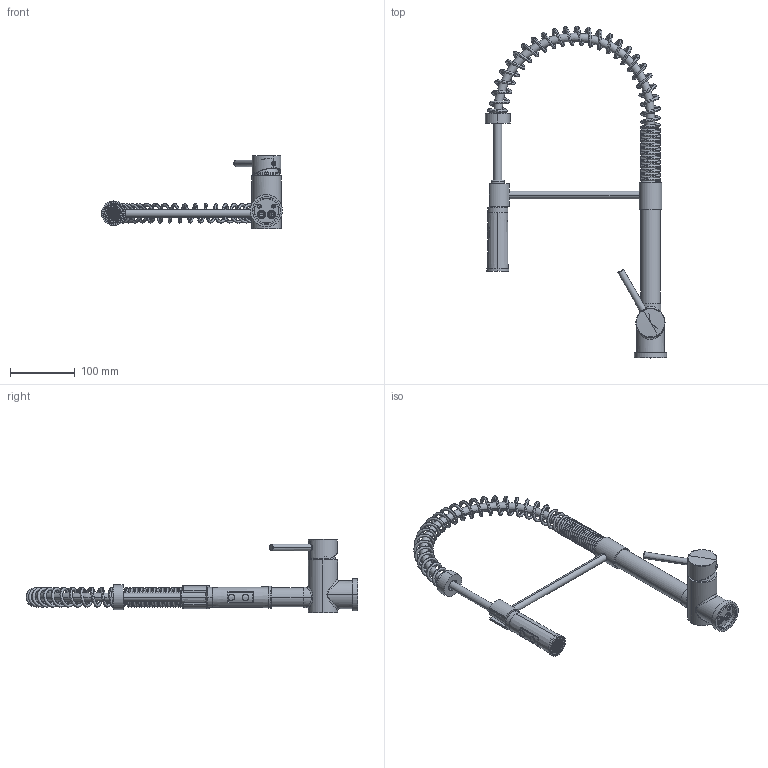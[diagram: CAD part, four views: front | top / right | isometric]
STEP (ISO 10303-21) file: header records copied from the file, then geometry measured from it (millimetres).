
FILE_DESCRIPTION((''),'2;1');
FILE_NAME('SK179CR','2022-02-11T17:12:23',('ut3'),('PAFFONI SpA'),'CREO PARAMETRIC BY PTC INC, 2020044','CREO PARAMETRIC BY PTC INC, 2020044','');
FILE_SCHEMA(('CONFIG_CONTROL_DESIGN','SHAPE_APPEARANCE_LAYERS_GROUPS'));
Length unit declared in the file: millimetre
Products named in the file (1): SK179CR
Bounding box: 278.75 x 510.98 x 112.59 mm (x, y, z)
Volume: 407967 mm3; surface area: 256023.2 mm2
Topology: 4 solids, 4 shells, 3021 faces, 8772 edges, 5703 vertices
Faces by surface type: plane 1370, cylinder 1052, cone 228, torus 179, bspline 158, sphere 32, extrusion 2
Entity records: 220299 total; most frequent: CARTESIAN_POINT 127142, ORIENTED_EDGE 17484, DIRECTION 14713, EDGE_CURVE 8742, VERTEX_POINT 5703, AXIS2_PLACEMENT_3D 5141, VECTOR 4431, LINE 4429
